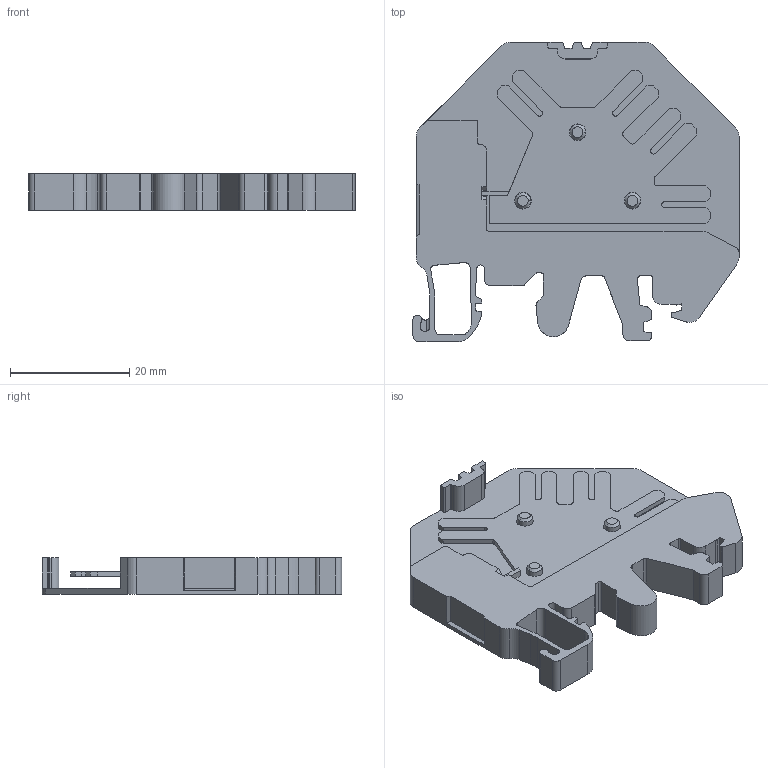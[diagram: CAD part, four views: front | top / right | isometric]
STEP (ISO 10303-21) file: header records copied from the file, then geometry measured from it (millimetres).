
FILE_DESCRIPTION (( 'STEP AP203' ), '1' );
FILE_NAME ('KN-VFS4-20.step', '2025-09-30T20:24:17', ( '' ), ( '' ), 'SwSTEP 2.0', 'SolidWorks 2024', '' );
FILE_SCHEMA (( 'CONFIG_CONTROL_DESIGN' ));
Length unit declared in the file: millimetre
Products named in the file (1): KN-VFS4-20
Bounding box: 54.75 x 50.26 x 6.15 mm (x, y, z)
Volume: 6901.9 mm3; surface area: 7543.6 mm2
Topology: 1 solids, 1 shells, 259 faces, 744 edges, 495 vertices
Faces by surface type: plane 153, cylinder 100, cone 6
Entity records: 8653 total; most frequent: CARTESIAN_POINT 1577, ORIENTED_EDGE 1488, DIRECTION 1462, EDGE_CURVE 744, LINE 530, VECTOR 530, VERTEX_POINT 495, AXIS2_PLACEMENT_3D 466
